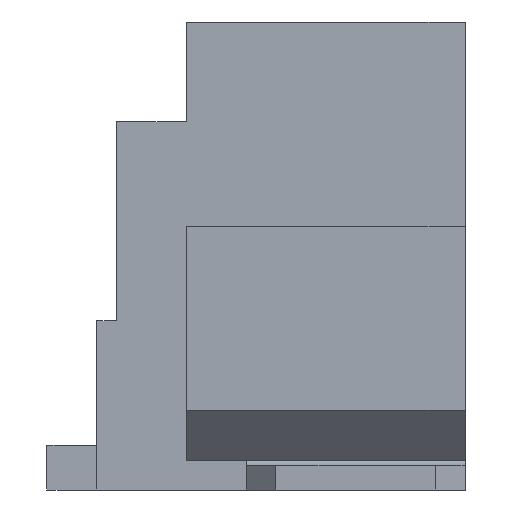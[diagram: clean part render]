
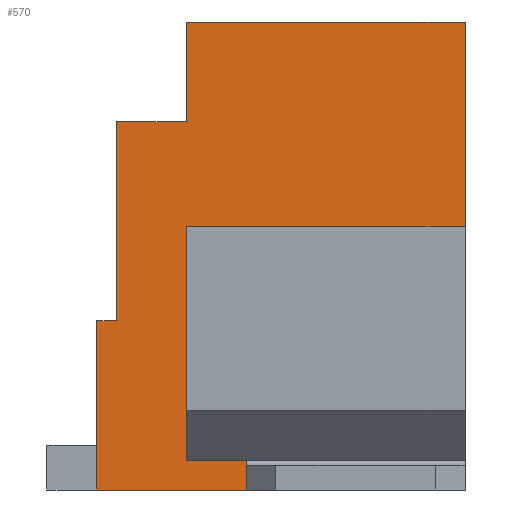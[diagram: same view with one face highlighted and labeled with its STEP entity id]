
A CAD part, left-side view. The second image highlights one B-rep face of the part: STEP entity #570.
In plain terms, the highlighted planar face has unit normal (-1, 0, 0).
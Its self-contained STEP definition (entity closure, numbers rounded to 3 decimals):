
#32 = VERTEX_POINT('',#33);
#33 = CARTESIAN_POINT('',(-2.125,0.2,4.7));
#39 = EDGE_CURVE('',#32,#40,#42,.T.);
#40 = VERTEX_POINT('',#41);
#41 = CARTESIAN_POINT('',(-2.125,-2.6,4.7));
#42 = LINE('',#43,#44);
#43 = CARTESIAN_POINT('',(-2.125,1.1,4.7));
#44 = VECTOR('',#45,1.);
#45 = DIRECTION('',(0.,-1.,0.));
#183 = VERTEX_POINT('',#184);
#184 = CARTESIAN_POINT('',(-2.125,-2.6,0.35));
#190 = EDGE_CURVE('',#183,#191,#193,.T.);
#191 = VERTEX_POINT('',#192);
#192 = CARTESIAN_POINT('',(-2.125,-2.6,0.));
#193 = LINE('',#194,#195);
#194 = CARTESIAN_POINT('',(-2.125,-2.6,1.6));
#195 = VECTOR('',#196,1.);
#196 = DIRECTION('',(0.,0.,-1.));
#479 = EDGE_CURVE('',#480,#40,#482,.T.);
#480 = VERTEX_POINT('',#481);
#481 = CARTESIAN_POINT('',(-2.125,-2.6,2.65));
#482 = LINE('',#483,#484);
#483 = CARTESIAN_POINT('',(-2.125,-2.6,0.));
#484 = VECTOR('',#485,1.);
#485 = DIRECTION('',(0.,0.,1.));
#570 = ADVANCED_FACE('',(#571),#660,.T.);
#571 = FACE_BOUND('',#572,.T.);
#572 = EDGE_LOOP('',(#573,#583,#589,#590,#598,#606,#614,#622,#628,#629,
#630,#638,#646,#654));
#573 = ORIENTED_EDGE('',*,*,#574,.F.);
#574 = EDGE_CURVE('',#575,#577,#579,.T.);
#575 = VERTEX_POINT('',#576);
#576 = CARTESIAN_POINT('',(-2.125,1.1,0.));
#577 = VERTEX_POINT('',#578);
#578 = CARTESIAN_POINT('',(-2.125,1.1,1.7));
#579 = LINE('',#580,#581);
#580 = CARTESIAN_POINT('',(-2.125,1.1,0.));
#581 = VECTOR('',#582,1.);
#582 = DIRECTION('',(0.,0.,1.));
#583 = ORIENTED_EDGE('',*,*,#584,.T.);
#584 = EDGE_CURVE('',#575,#191,#585,.T.);
#585 = LINE('',#586,#587);
#586 = CARTESIAN_POINT('',(-2.125,1.1,0.));
#587 = VECTOR('',#588,1.);
#588 = DIRECTION('',(0.,-1.,0.));
#589 = ORIENTED_EDGE('',*,*,#190,.F.);
#590 = ORIENTED_EDGE('',*,*,#591,.F.);
#591 = EDGE_CURVE('',#592,#183,#594,.T.);
#592 = VERTEX_POINT('',#593);
#593 = CARTESIAN_POINT('',(-2.125,-0.4,0.35));
#594 = LINE('',#595,#596);
#595 = CARTESIAN_POINT('',(-2.125,-0.4,0.35));
#596 = VECTOR('',#597,1.);
#597 = DIRECTION('',(0.,-1.,0.));
#598 = ORIENTED_EDGE('',*,*,#599,.T.);
#599 = EDGE_CURVE('',#592,#600,#602,.T.);
#600 = VERTEX_POINT('',#601);
#601 = CARTESIAN_POINT('',(-2.125,-0.4,0.3));
#602 = LINE('',#603,#604);
#603 = CARTESIAN_POINT('',(-2.125,-0.4,1.6));
#604 = VECTOR('',#605,1.);
#605 = DIRECTION('',(0.,0.,-1.));
#606 = ORIENTED_EDGE('',*,*,#607,.T.);
#607 = EDGE_CURVE('',#600,#608,#610,.T.);
#608 = VERTEX_POINT('',#609);
#609 = CARTESIAN_POINT('',(-2.125,0.2,0.3));
#610 = LINE('',#611,#612);
#611 = CARTESIAN_POINT('',(-2.125,-2.6,0.3));
#612 = VECTOR('',#613,1.);
#613 = DIRECTION('',(0.,1.,0.));
#614 = ORIENTED_EDGE('',*,*,#615,.F.);
#615 = EDGE_CURVE('',#616,#608,#618,.T.);
#616 = VERTEX_POINT('',#617);
#617 = CARTESIAN_POINT('',(-2.125,0.2,2.65));
#618 = LINE('',#619,#620);
#619 = CARTESIAN_POINT('',(-2.125,0.2,2.65));
#620 = VECTOR('',#621,1.);
#621 = DIRECTION('',(0.,0.,-1.));
#622 = ORIENTED_EDGE('',*,*,#623,.F.);
#623 = EDGE_CURVE('',#480,#616,#624,.T.);
#624 = LINE('',#625,#626);
#625 = CARTESIAN_POINT('',(-2.125,-2.6,2.65));
#626 = VECTOR('',#627,1.);
#627 = DIRECTION('',(0.,1.,0.));
#628 = ORIENTED_EDGE('',*,*,#479,.T.);
#629 = ORIENTED_EDGE('',*,*,#39,.F.);
#630 = ORIENTED_EDGE('',*,*,#631,.T.);
#631 = EDGE_CURVE('',#32,#632,#634,.T.);
#632 = VERTEX_POINT('',#633);
#633 = CARTESIAN_POINT('',(-2.125,0.2,3.7));
#634 = LINE('',#635,#636);
#635 = CARTESIAN_POINT('',(-2.125,0.2,4.7));
#636 = VECTOR('',#637,1.);
#637 = DIRECTION('',(-0.,-0.,-1.));
#638 = ORIENTED_EDGE('',*,*,#639,.F.);
#639 = EDGE_CURVE('',#640,#632,#642,.T.);
#640 = VERTEX_POINT('',#641);
#641 = CARTESIAN_POINT('',(-2.125,0.9,3.7));
#642 = LINE('',#643,#644);
#643 = CARTESIAN_POINT('',(-2.125,0.9,3.7));
#644 = VECTOR('',#645,1.);
#645 = DIRECTION('',(0.,-1.,0.));
#646 = ORIENTED_EDGE('',*,*,#647,.T.);
#647 = EDGE_CURVE('',#640,#648,#650,.T.);
#648 = VERTEX_POINT('',#649);
#649 = CARTESIAN_POINT('',(-2.125,0.9,1.7));
#650 = LINE('',#651,#652);
#651 = CARTESIAN_POINT('',(-2.125,0.9,4.7));
#652 = VECTOR('',#653,1.);
#653 = DIRECTION('',(-0.,-0.,-1.));
#654 = ORIENTED_EDGE('',*,*,#655,.F.);
#655 = EDGE_CURVE('',#577,#648,#656,.T.);
#656 = LINE('',#657,#658);
#657 = CARTESIAN_POINT('',(-2.125,1.1,1.7));
#658 = VECTOR('',#659,1.);
#659 = DIRECTION('',(0.,-1.,0.));
#660 = PLANE('',#661);
#661 = AXIS2_PLACEMENT_3D('',#662,#663,#664);
#662 = CARTESIAN_POINT('',(-2.125,-0.718,2.071));
#663 = DIRECTION('',(-1.,0.,0.));
#664 = DIRECTION('',(0.,0.,-1.));
